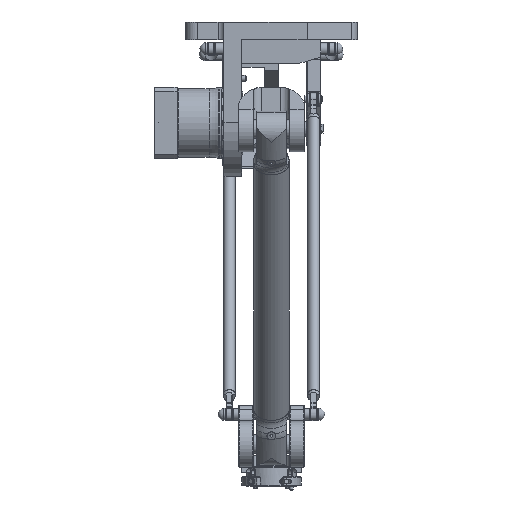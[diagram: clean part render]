
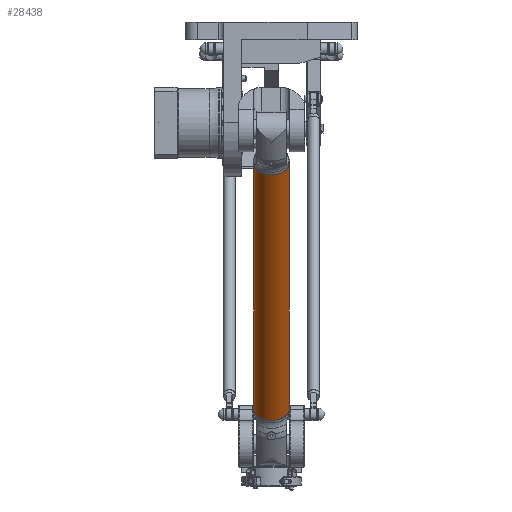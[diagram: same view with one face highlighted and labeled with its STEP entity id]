
A CAD part, front view. The second image highlights one B-rep face of the part: STEP entity #28438.
In plain terms, the highlighted cylindrical face has radius 30 mm (diameter 60 mm), a full revolution.
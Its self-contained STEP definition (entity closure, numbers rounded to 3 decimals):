
#1020=FACE_BOUND('',#7342,.T.);
#2932=CIRCLE('',#31198,30.);
#2939=CIRCLE('',#31210,30.);
#3964=CYLINDRICAL_SURFACE('',#31211,30.);
#5123=FACE_OUTER_BOUND('',#7341,.T.);
#7341=EDGE_LOOP('',(#22914));
#7342=EDGE_LOOP('',(#22915));
#14036=VERTEX_POINT('',#50334);
#14043=VERTEX_POINT('',#50353);
#17194=EDGE_CURVE('',#14036,#14036,#2932,.T.);
#17201=EDGE_CURVE('',#14043,#14043,#2939,.T.);
#22914=ORIENTED_EDGE('',*,*,#17201,.T.);
#22915=ORIENTED_EDGE('',*,*,#17194,.T.);
#28438=ADVANCED_FACE('',(#5123,#1020),#3964,.T.);
#31198=AXIS2_PLACEMENT_3D('',#50335,#37246,#37247);
#31210=AXIS2_PLACEMENT_3D('',#50354,#37270,#37271);
#31211=AXIS2_PLACEMENT_3D('',#50355,#37272,#37273);
#37246=DIRECTION('center_axis',(-1.,0.,0.));
#37247=DIRECTION('ref_axis',(0.,0.,1.));
#37270=DIRECTION('center_axis',(1.,0.,0.));
#37271=DIRECTION('ref_axis',(0.,0.,1.));
#37272=DIRECTION('center_axis',(-1.,0.,0.));
#37273=DIRECTION('ref_axis',(0.,0.,1.));
#50334=CARTESIAN_POINT('',(60.,0.,-30.));
#50335=CARTESIAN_POINT('Origin',(60.,0.,0.));
#50353=CARTESIAN_POINT('',(-470.,0.,-30.));
#50354=CARTESIAN_POINT('Origin',(-470.,0.,0.));
#50355=CARTESIAN_POINT('Origin',(65.,0.,0.));
